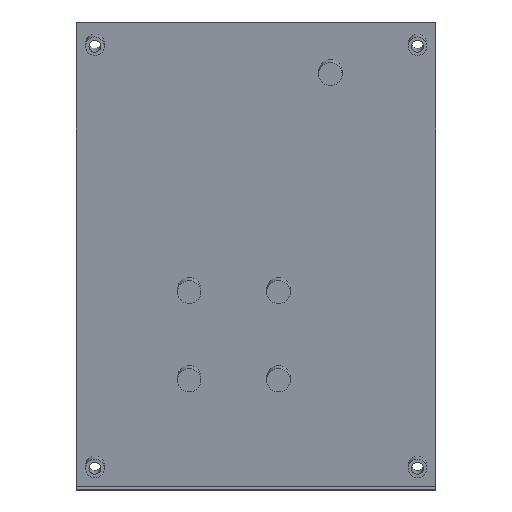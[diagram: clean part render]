
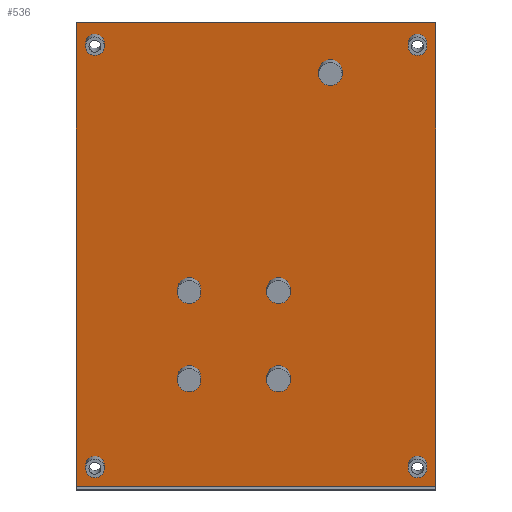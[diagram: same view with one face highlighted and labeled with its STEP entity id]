
A CAD part, top view. The second image highlights one B-rep face of the part: STEP entity #536.
In plain terms, the highlighted planar face has unit normal (0, -0.174, 0.985).
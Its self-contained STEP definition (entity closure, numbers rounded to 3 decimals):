
#21=FACE_BOUND('',#186,.T.);
#22=FACE_BOUND('',#187,.T.);
#23=FACE_BOUND('',#188,.T.);
#24=FACE_BOUND('',#189,.T.);
#25=FACE_BOUND('',#190,.T.);
#26=FACE_BOUND('',#191,.T.);
#27=FACE_BOUND('',#192,.T.);
#28=FACE_BOUND('',#193,.T.);
#29=FACE_BOUND('',#194,.T.);
#52=LINE('',#881,#91);
#55=LINE('',#886,#94);
#56=LINE('',#889,#95);
#57=LINE('',#890,#96);
#91=VECTOR('',#708,10.);
#94=VECTOR('',#713,10.);
#95=VECTOR('',#716,10.);
#96=VECTOR('',#717,10.);
#143=FACE_OUTER_BOUND('',#185,.T.);
#185=EDGE_LOOP('',(#414,#415,#416,#417));
#186=EDGE_LOOP('',(#418));
#187=EDGE_LOOP('',(#419));
#188=EDGE_LOOP('',(#420));
#189=EDGE_LOOP('',(#421));
#190=EDGE_LOOP('',(#422));
#191=EDGE_LOOP('',(#423));
#192=EDGE_LOOP('',(#424));
#193=EDGE_LOOP('',(#425));
#194=EDGE_LOOP('',(#426));
#231=CIRCLE('',#599,2.);
#232=CIRCLE('',#600,2.5);
#233=CIRCLE('',#601,2.);
#234=CIRCLE('',#602,2.5);
#235=CIRCLE('',#603,2.5);
#236=CIRCLE('',#604,2.5);
#237=CIRCLE('',#605,2.5);
#238=CIRCLE('',#606,2.);
#239=CIRCLE('',#607,2.);
#272=VERTEX_POINT('',#878);
#273=VERTEX_POINT('',#880);
#274=VERTEX_POINT('',#884);
#275=VERTEX_POINT('',#888);
#276=VERTEX_POINT('',#891);
#277=VERTEX_POINT('',#893);
#278=VERTEX_POINT('',#895);
#279=VERTEX_POINT('',#897);
#280=VERTEX_POINT('',#899);
#281=VERTEX_POINT('',#901);
#282=VERTEX_POINT('',#903);
#283=VERTEX_POINT('',#905);
#284=VERTEX_POINT('',#907);
#324=EDGE_CURVE('',#273,#272,#52,.T.);
#327=EDGE_CURVE('',#272,#274,#55,.T.);
#328=EDGE_CURVE('',#274,#275,#56,.T.);
#329=EDGE_CURVE('',#275,#273,#57,.T.);
#330=EDGE_CURVE('',#276,#276,#231,.T.);
#331=EDGE_CURVE('',#277,#277,#232,.T.);
#332=EDGE_CURVE('',#278,#278,#233,.T.);
#333=EDGE_CURVE('',#279,#279,#234,.T.);
#334=EDGE_CURVE('',#280,#280,#235,.T.);
#335=EDGE_CURVE('',#281,#281,#236,.T.);
#336=EDGE_CURVE('',#282,#282,#237,.T.);
#337=EDGE_CURVE('',#283,#283,#238,.T.);
#338=EDGE_CURVE('',#284,#284,#239,.T.);
#414=ORIENTED_EDGE('',*,*,#324,.T.);
#415=ORIENTED_EDGE('',*,*,#327,.T.);
#416=ORIENTED_EDGE('',*,*,#328,.T.);
#417=ORIENTED_EDGE('',*,*,#329,.T.);
#418=ORIENTED_EDGE('',*,*,#330,.T.);
#419=ORIENTED_EDGE('',*,*,#331,.T.);
#420=ORIENTED_EDGE('',*,*,#332,.T.);
#421=ORIENTED_EDGE('',*,*,#333,.T.);
#422=ORIENTED_EDGE('',*,*,#334,.T.);
#423=ORIENTED_EDGE('',*,*,#335,.T.);
#424=ORIENTED_EDGE('',*,*,#336,.T.);
#425=ORIENTED_EDGE('',*,*,#337,.T.);
#426=ORIENTED_EDGE('',*,*,#338,.T.);
#514=PLANE('',#598);
#536=ADVANCED_FACE('',(#143,#21,#22,#23,#24,#25,#26,#27,#28,#29),#514,.F.);
#598=AXIS2_PLACEMENT_3D('',#887,#714,#715);
#599=AXIS2_PLACEMENT_3D('',#892,#718,#719);
#600=AXIS2_PLACEMENT_3D('',#894,#720,#721);
#601=AXIS2_PLACEMENT_3D('',#896,#722,#723);
#602=AXIS2_PLACEMENT_3D('',#898,#724,#725);
#603=AXIS2_PLACEMENT_3D('',#900,#726,#727);
#604=AXIS2_PLACEMENT_3D('',#902,#728,#729);
#605=AXIS2_PLACEMENT_3D('',#904,#730,#731);
#606=AXIS2_PLACEMENT_3D('',#906,#732,#733);
#607=AXIS2_PLACEMENT_3D('',#908,#734,#735);
#708=DIRECTION('',(1.,0.,0.));
#713=DIRECTION('',(0.,0.985,0.174));
#714=DIRECTION('center_axis',(0.,0.174,-0.985));
#715=DIRECTION('ref_axis',(0.,-0.985,-0.174));
#716=DIRECTION('',(-1.,0.,0.));
#717=DIRECTION('',(0.,-0.985,-0.174));
#718=DIRECTION('center_axis',(0.,0.174,-0.985));
#719=DIRECTION('ref_axis',(1.,0.,0.));
#720=DIRECTION('center_axis',(0.,0.174,-0.985));
#721=DIRECTION('ref_axis',(0.,0.985,0.174));
#722=DIRECTION('center_axis',(0.,0.174,-0.985));
#723=DIRECTION('ref_axis',(1.,0.,0.));
#724=DIRECTION('center_axis',(0.,0.174,-0.985));
#725=DIRECTION('ref_axis',(0.,0.985,0.174));
#726=DIRECTION('center_axis',(0.,0.174,-0.985));
#727=DIRECTION('ref_axis',(0.,0.985,0.174));
#728=DIRECTION('center_axis',(0.,0.174,-0.985));
#729=DIRECTION('ref_axis',(0.,0.985,0.174));
#730=DIRECTION('center_axis',(0.,0.174,-0.985));
#731=DIRECTION('ref_axis',(0.,0.985,0.174));
#732=DIRECTION('center_axis',(0.,0.174,-0.985));
#733=DIRECTION('ref_axis',(1.,0.,0.));
#734=DIRECTION('center_axis',(0.,0.174,-0.985));
#735=DIRECTION('ref_axis',(1.,0.,0.));
#878=CARTESIAN_POINT('',(149.438,-126.997,1.822));
#880=CARTESIAN_POINT('',(73.,-126.997,1.822));
#881=CARTESIAN_POINT('',(111.219,-126.997,1.822));
#884=CARTESIAN_POINT('',(149.438,-28.517,19.187));
#886=CARTESIAN_POINT('',(149.438,-77.757,10.505));
#887=CARTESIAN_POINT('Origin',(111.219,-77.757,10.505));
#888=CARTESIAN_POINT('',(73.,-28.517,19.187));
#889=CARTESIAN_POINT('',(111.219,-28.517,19.187));
#890=CARTESIAN_POINT('',(73.,-77.757,10.505));
#891=CARTESIAN_POINT('',(75.,-32.887,18.417));
#892=CARTESIAN_POINT('Origin',(77.,-32.887,18.417));
#893=CARTESIAN_POINT('',(116.,-87.544,8.779));
#894=CARTESIAN_POINT('Origin',(116.,-85.082,9.213));
#895=CARTESIAN_POINT('',(143.5,-122.504,2.615));
#896=CARTESIAN_POINT('Origin',(145.5,-122.504,2.615));
#897=CARTESIAN_POINT('',(97.,-87.544,8.779));
#898=CARTESIAN_POINT('Origin',(97.,-85.082,9.213));
#899=CARTESIAN_POINT('',(116.,-106.255,5.48));
#900=CARTESIAN_POINT('Origin',(116.,-103.793,5.914));
#901=CARTESIAN_POINT('',(97.,-106.255,5.48));
#902=CARTESIAN_POINT('Origin',(97.,-103.793,5.914));
#903=CARTESIAN_POINT('',(127.,-41.258,16.94));
#904=CARTESIAN_POINT('Origin',(127.,-38.796,17.375));
#905=CARTESIAN_POINT('',(75.,-122.504,2.615));
#906=CARTESIAN_POINT('Origin',(77.,-122.504,2.615));
#907=CARTESIAN_POINT('',(143.5,-32.887,18.417));
#908=CARTESIAN_POINT('Origin',(145.5,-32.887,18.417));
